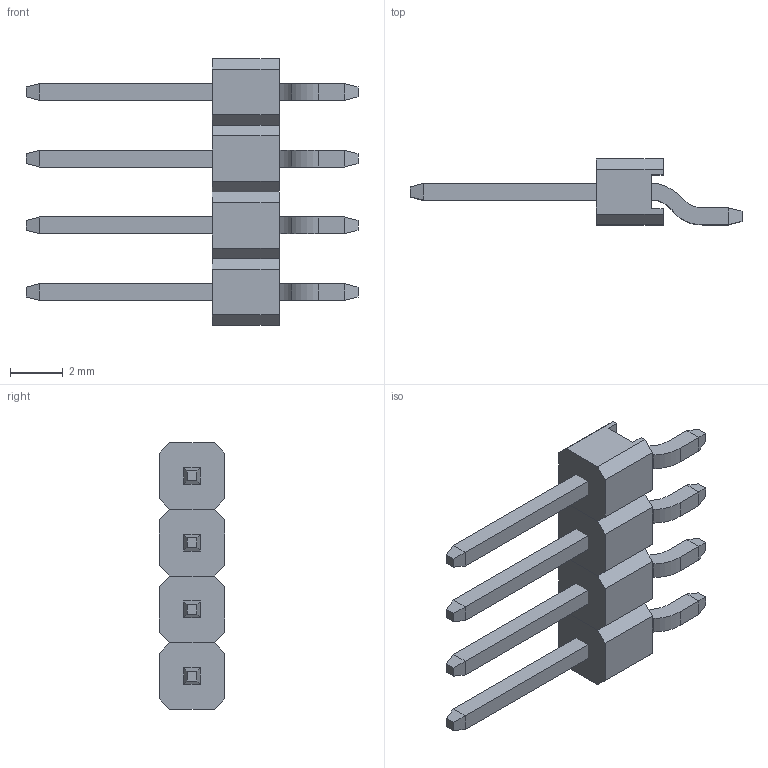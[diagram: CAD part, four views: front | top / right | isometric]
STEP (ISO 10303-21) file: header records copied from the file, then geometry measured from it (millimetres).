
FILE_DESCRIPTION (( 'STEP AP203' ), '1' );
FILE_NAME ('BG080-04-X-0710-0150-0150-X-X_revD.STEP', '2014-03-18T14:19:57', ( '' ), ( '' ), 'SwSTEP 2.0', 'SolidWorks 2010', '' );
FILE_SCHEMA (( 'CONFIG_CONTROL_DESIGN' ));
Length unit declared in the file: millimetre
Products named in the file (3): BG080-04-X-0710-0150-0150-X-X_revD; BG080-insulator; BG080-pin-0710-0150-0150
Assembly tree (8 placements, depth 2):
  BG080-04-X-0710-0150-0150-X-X_revD
    BG080-pin-0710-0150-0150  x4
    BG080-insulator  x4
Bounding box: 12.64 x 2.5 x 10.16 mm (x, y, z)
Volume: 75.8 mm3; surface area: 276.9 mm2
Topology: 8 solids, 8 shells, 136 faces, 328 edges, 208 vertices
Faces by surface type: plane 120, cylinder 16
Entity records: 1467 total; most frequent: DIRECTION 180, CARTESIAN_POINT 179, ORIENTED_EDGE 164, EDGE_CURVE 82, LINE 74, VECTOR 74, AXIS2_PLACEMENT_3D 53, VERTEX_POINT 52
